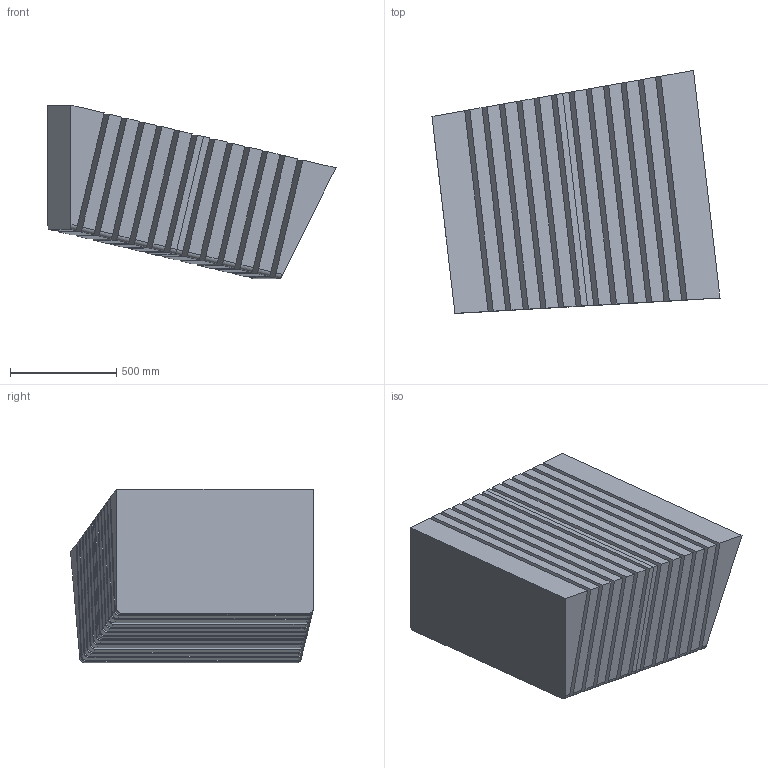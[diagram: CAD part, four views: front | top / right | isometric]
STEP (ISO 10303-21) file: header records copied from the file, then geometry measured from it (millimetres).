
FILE_DESCRIPTION(('FreeCAD Model'),'2;1');
FILE_NAME('detailed_HCPB/step/neutron_multiplier_sample_envelope_2.step' ,'2018-02-02T08:49:29',('FreeCAD'),('FreeCAD'), 'Open CASCADE STEP processor 7.1','FreeCAD','Unknown');
FILE_SCHEMA(('AUTOMOTIVE_DESIGN_CC2 { 1 2 10303 214 -1 1 5 4 }'));
Length unit declared in the file: millimetre
Products named in the file (15): Open CASCADE STEP translator 7.1 2; Open CASCADE STEP translator 7.1 2.1; Open CASCADE STEP translator 7.1 2.2; Open CASCADE STEP translator 7.1 2.3; Open CASCADE STEP translator 7.1 2.4; Open CASCADE STEP translator 7.1 2.5; Open CASCADE STEP translator 7.1 2.6; Open CASCADE STEP translator 7.1 2.7; Open CASCADE STEP translator 7.1 2.8; Open CASCADE STEP translator 7.1 2.9; Open CASCADE STEP translator 7.1 2.10; Open CASCADE STEP translator 7.1 2.11; Open CASCADE STEP translator 7.1 2.12; Open CASCADE STEP translator 7.1 2.13; Open CASCADE STEP translator 7.1 2.14
Assembly tree (14 placements, depth 2):
  Open CASCADE STEP translator 7.1 2
    Open CASCADE STEP translator 7.1 2.1
    Open CASCADE STEP translator 7.1 2.2
    Open CASCADE STEP translator 7.1 2.3
    Open CASCADE STEP translator 7.1 2.4
    Open CASCADE STEP translator 7.1 2.5
    Open CASCADE STEP translator 7.1 2.6
    Open CASCADE STEP translator 7.1 2.7
    Open CASCADE STEP translator 7.1 2.8
    Open CASCADE STEP translator 7.1 2.9
    Open CASCADE STEP translator 7.1 2.10
    Open CASCADE STEP translator 7.1 2.11
    Open CASCADE STEP translator 7.1 2.12
    Open CASCADE STEP translator 7.1 2.13
    Open CASCADE STEP translator 7.1 2.14
Bounding box: 1353.98 x 1142.19 x 816.69 mm (x, y, z)
Volume: 478861747.1 mm3; surface area: 18514006 mm2
Topology: 14 solids, 14 shells, 112 faces, 252 edges, 168 vertices
Faces by surface type: plane 84, cylinder 28
Entity records: 6680 total; most frequent: CARTESIAN_POINT 1779, DIRECTION 730, ORIENTED_EDGE 504, PCURVE 504, DEFINITIONAL_REPRESENTATION 504, B_SPLINE_CURVE_WITH_KNOTS 336, LINE 308, VECTOR 308
